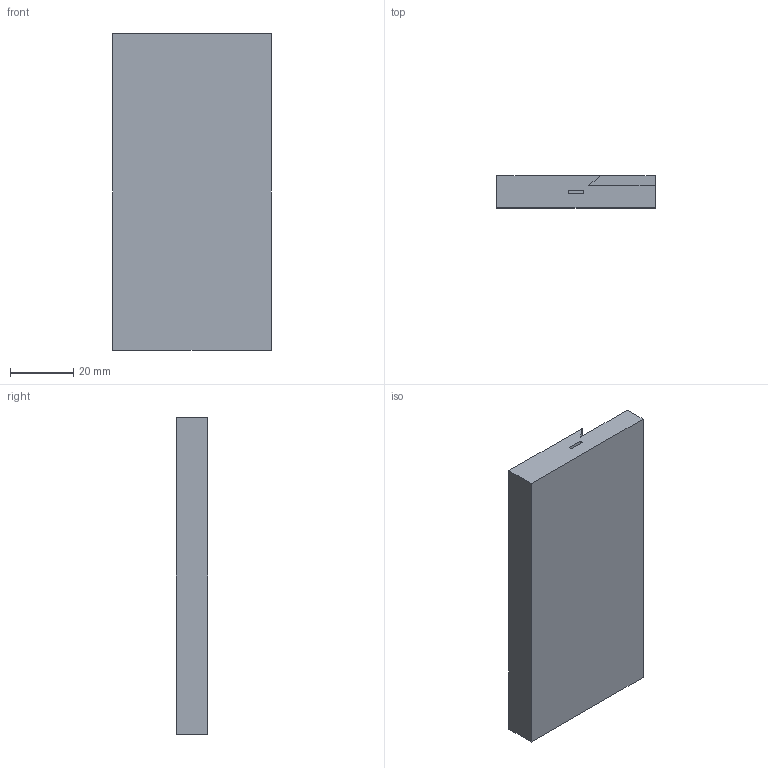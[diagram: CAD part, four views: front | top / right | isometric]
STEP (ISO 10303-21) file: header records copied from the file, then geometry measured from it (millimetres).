
FILE_DESCRIPTION(('Open CASCADE Model'),'2;1');
FILE_NAME('Open CASCADE Shape Model','2024-05-30T18:48:29',('Author'),( 'Open CASCADE'),'Open CASCADE STEP processor 7.7','Open CASCADE 7.7' ,'Unknown');
FILE_SCHEMA(('AUTOMOTIVE_DESIGN { 1 0 10303 214 1 1 1 1 }'));
Length unit declared in the file: millimetre
Products named in the file (1): Open CASCADE STEP translator 7.7 28
Bounding box: 50 x 10 x 100 mm (x, y, z)
Volume: 47200.5 mm3; surface area: 13960 mm2
Topology: 1 solids, 2 shells, 79 faces, 210 edges, 140 vertices
Faces by surface type: plane 68, cylinder 9, sphere 2
Full cylindrical faces by diameter (mm): 5 x1
Entity records: 5306 total; most frequent: CARTESIAN_POINT 1046, DIRECTION 810, LINE 519, VECTOR 519, ORIENTED_EDGE 416, PCURVE 416, DEFINITIONAL_REPRESENTATION 416, EDGE_CURVE 208
